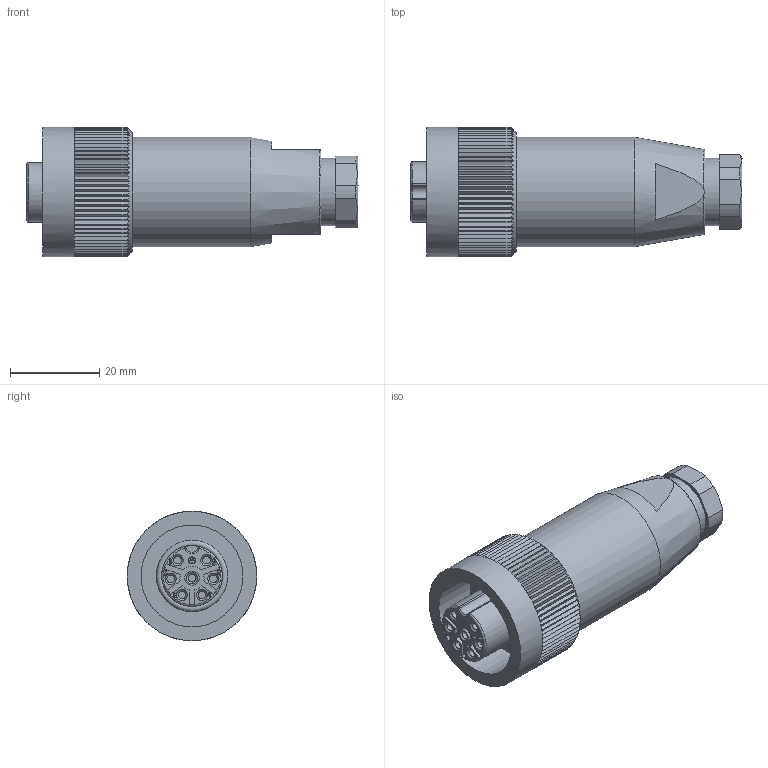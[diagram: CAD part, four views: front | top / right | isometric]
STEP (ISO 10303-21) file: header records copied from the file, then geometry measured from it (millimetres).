
FILE_DESCRIPTION(/* description */ (''),/* implementation_level */ '2;1');
FILE_NAME(/* name */ '99-4226-00-07-001_00.stp',/* time_stamp */ '2014-06-18T07:51:01+02:00',/* author */ (''),/* organization */ (''),/* preprocessor_version */ 'ST-DEVELOPER v14',/* originating_system */ 'SIEMENS PLM Software NX 8.0',/* authorisation */ '');
FILE_SCHEMA (('AP203_CONFIGURATION_CONTROLLED_3D_DESIGN_OF_MECHANICAL_PARTS_AND_ASSEMBLIES_MIM_LF { 1 0 10303 403 2 1 2}'));
Length unit declared in the file: millimetre
Products named in the file (1): cerl13408608cniz
Bounding box: 74.3 x 29 x 29 mm (x, y, z)
Volume: 30160.1 mm3; surface area: 9102 mm2
Topology: 1 solids, 1 shells, 325 faces, 858 edges, 569 vertices
Faces by surface type: plane 240, cylinder 41, extrusion 28, cone 10, torus 4, bspline 2
Full cylindrical faces by diameter (mm): 1.46 x1, 1.6 x1, 1.7 x7, 2.45 x7, 3.2 x1, 13.6 x1, 15.2 x1, 22.8 x1, 24.5 x1, 29 x1
Entity records: 10735 total; most frequent: CARTESIAN_POINT 3181, ORIENTED_EDGE 1630, DIRECTION 1287, EDGE_CURVE 815, VERTEX_POINT 560, VECTOR 491, LINE 463, AXIS2_PLACEMENT_3D 398
